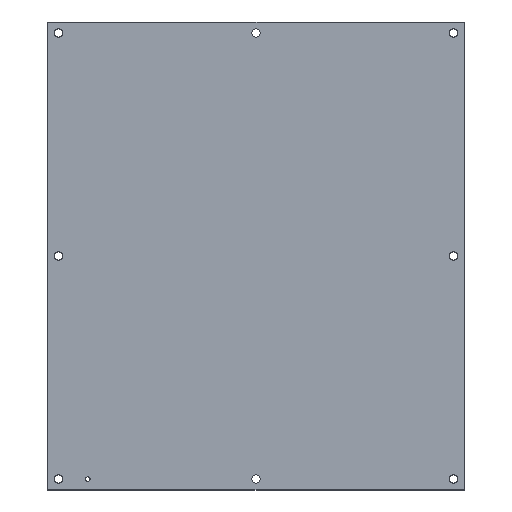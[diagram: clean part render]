
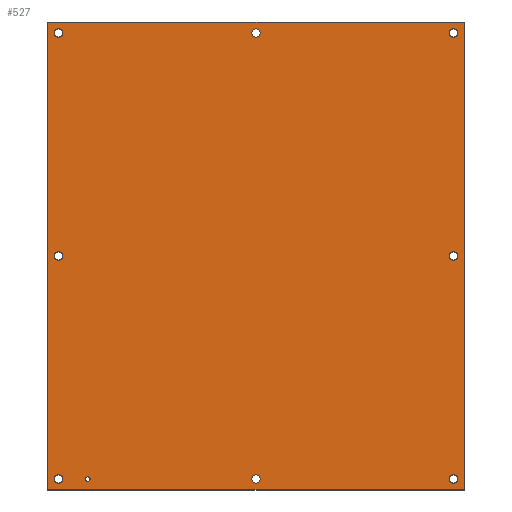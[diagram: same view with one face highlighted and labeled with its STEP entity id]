
A CAD part, top view. The second image highlights one B-rep face of the part: STEP entity #527.
In plain terms, the highlighted planar face has unit normal (0, 0, 1).
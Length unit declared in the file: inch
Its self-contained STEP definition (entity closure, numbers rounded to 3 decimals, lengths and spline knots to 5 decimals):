
#79=CARTESIAN_POINT('',(28.0315,16.,0.09375));
#80=VERTEX_POINT('',#79);
#81=CARTESIAN_POINT('',(27.75,16.,0.09375));
#82=DIRECTION('',(0.0,0.0,-1.0));
#83=DIRECTION('',(1.0,0.0,0.0));
#84=AXIS2_PLACEMENT_3D('',#81,#82,#83);
#85=CIRCLE('',#84,0.2815);
#86=EDGE_CURVE('',#80,#80,#85,.T.);
#107=CARTESIAN_POINT('',(1.0315,16.,0.09375));
#108=VERTEX_POINT('',#107);
#109=CARTESIAN_POINT('',(0.75,16.,0.09375));
#110=DIRECTION('',(0.0,0.0,-1.0));
#111=DIRECTION('',(1.0,0.0,0.0));
#112=AXIS2_PLACEMENT_3D('',#109,#110,#111);
#113=CIRCLE('',#112,0.2815);
#114=EDGE_CURVE('',#108,#108,#113,.T.);
#135=CARTESIAN_POINT('',(14.5315,0.75,0.09375));
#136=VERTEX_POINT('',#135);
#137=CARTESIAN_POINT('',(14.25,0.75,0.09375));
#138=DIRECTION('',(0.0,0.0,-1.0));
#139=DIRECTION('',(1.0,0.0,0.0));
#140=AXIS2_PLACEMENT_3D('',#137,#138,#139);
#141=CIRCLE('',#140,0.2815);
#142=EDGE_CURVE('',#136,#136,#141,.T.);
#163=CARTESIAN_POINT('',(14.5315,31.25,0.09375));
#164=VERTEX_POINT('',#163);
#165=CARTESIAN_POINT('',(14.25,31.25,0.09375));
#166=DIRECTION('',(0.0,0.0,-1.0));
#167=DIRECTION('',(1.0,0.0,0.0));
#168=AXIS2_PLACEMENT_3D('',#165,#166,#167);
#169=CIRCLE('',#168,0.2815);
#170=EDGE_CURVE('',#164,#164,#169,.T.);
#191=CARTESIAN_POINT('',(2.906,0.75,0.09375));
#192=VERTEX_POINT('',#191);
#193=CARTESIAN_POINT('',(2.75,0.75,0.09375));
#194=DIRECTION('',(0.0,0.0,-1.0));
#195=DIRECTION('',(1.0,0.0,0.0));
#196=AXIS2_PLACEMENT_3D('',#193,#194,#195);
#197=CIRCLE('',#196,0.156);
#198=EDGE_CURVE('',#192,#192,#197,.T.);
#219=CARTESIAN_POINT('',(28.0315,0.75,0.09375));
#220=VERTEX_POINT('',#219);
#221=CARTESIAN_POINT('',(27.75,0.75,0.09375));
#222=DIRECTION('',(0.0,0.0,-1.0));
#223=DIRECTION('',(1.0,0.0,0.0));
#224=AXIS2_PLACEMENT_3D('',#221,#222,#223);
#225=CIRCLE('',#224,0.2815);
#226=EDGE_CURVE('',#220,#220,#225,.T.);
#247=CARTESIAN_POINT('',(1.0315,0.75,0.09375));
#248=VERTEX_POINT('',#247);
#249=CARTESIAN_POINT('',(0.75,0.75,0.09375));
#250=DIRECTION('',(0.0,0.0,-1.0));
#251=DIRECTION('',(1.0,0.0,0.0));
#252=AXIS2_PLACEMENT_3D('',#249,#250,#251);
#253=CIRCLE('',#252,0.2815);
#254=EDGE_CURVE('',#248,#248,#253,.T.);
#275=CARTESIAN_POINT('',(28.0315,31.25,0.09375));
#276=VERTEX_POINT('',#275);
#277=CARTESIAN_POINT('',(27.75,31.25,0.09375));
#278=DIRECTION('',(0.0,0.0,-1.0));
#279=DIRECTION('',(1.0,0.0,0.0));
#280=AXIS2_PLACEMENT_3D('',#277,#278,#279);
#281=CIRCLE('',#280,0.2815);
#282=EDGE_CURVE('',#276,#276,#281,.T.);
#303=CARTESIAN_POINT('',(1.0315,31.25,0.09375));
#304=VERTEX_POINT('',#303);
#305=CARTESIAN_POINT('',(0.75,31.25,0.09375));
#306=DIRECTION('',(0.0,0.0,-1.0));
#307=DIRECTION('',(1.0,0.0,0.0));
#308=AXIS2_PLACEMENT_3D('',#305,#306,#307);
#309=CIRCLE('',#308,0.2815);
#310=EDGE_CURVE('',#304,#304,#309,.T.);
#331=CARTESIAN_POINT('',(0.0,0.0,0.09375));
#332=VERTEX_POINT('',#331);
#333=CARTESIAN_POINT('',(0.,32.0,0.09375));
#334=VERTEX_POINT('',#333);
#335=CARTESIAN_POINT('',(0.,0.0,0.09375));
#336=DIRECTION('',(0.0,1.0,0.0));
#337=VECTOR('',#336,32.0);
#338=LINE('',#335,#337);
#339=EDGE_CURVE('',#332,#334,#338,.T.);
#371=CARTESIAN_POINT('',(28.5,32.,0.09375));
#372=VERTEX_POINT('',#371);
#373=CARTESIAN_POINT('',(0.,32.0,0.09375));
#374=DIRECTION('',(1.0,0.0,0.0));
#375=VECTOR('',#374,28.5);
#376=LINE('',#373,#375);
#377=EDGE_CURVE('',#334,#372,#376,.T.);
#402=CARTESIAN_POINT('',(28.5,0.0,0.09375));
#403=VERTEX_POINT('',#402);
#404=CARTESIAN_POINT('',(28.5,32.,0.09375));
#405=DIRECTION('',(0.0,-1.0,0.0));
#406=VECTOR('',#405,32.);
#407=LINE('',#404,#406);
#408=EDGE_CURVE('',#372,#403,#407,.T.);
#433=CARTESIAN_POINT('',(28.5,0.0,0.09375));
#434=DIRECTION('',(-1.0,0.0,0.0));
#435=VECTOR('',#434,28.5);
#436=LINE('',#433,#435);
#437=EDGE_CURVE('',#403,#332,#436,.T.);
#489=CARTESIAN_POINT('',(14.25,16.0,0.09375));
#490=DIRECTION('',(0.0,0.0,1.0));
#491=DIRECTION('',(1.0,0.0,0.0));
#492=AXIS2_PLACEMENT_3D('',#489,#490,#491);
#493=PLANE('',#492);
#494=ORIENTED_EDGE('',*,*,#339,.F.);
#495=ORIENTED_EDGE('',*,*,#437,.F.);
#496=ORIENTED_EDGE('',*,*,#408,.F.);
#497=ORIENTED_EDGE('',*,*,#377,.F.);
#498=EDGE_LOOP('',(#494,#495,#496,#497));
#499=FACE_OUTER_BOUND('',#498,.T.);
#500=ORIENTED_EDGE('',*,*,#86,.T.);
#501=EDGE_LOOP('',(#500));
#502=FACE_BOUND('',#501,.T.);
#503=ORIENTED_EDGE('',*,*,#114,.T.);
#504=EDGE_LOOP('',(#503));
#505=FACE_BOUND('',#504,.T.);
#506=ORIENTED_EDGE('',*,*,#142,.T.);
#507=EDGE_LOOP('',(#506));
#508=FACE_BOUND('',#507,.T.);
#509=ORIENTED_EDGE('',*,*,#170,.T.);
#510=EDGE_LOOP('',(#509));
#511=FACE_BOUND('',#510,.T.);
#512=ORIENTED_EDGE('',*,*,#198,.T.);
#513=EDGE_LOOP('',(#512));
#514=FACE_BOUND('',#513,.T.);
#515=ORIENTED_EDGE('',*,*,#226,.T.);
#516=EDGE_LOOP('',(#515));
#517=FACE_BOUND('',#516,.T.);
#518=ORIENTED_EDGE('',*,*,#254,.T.);
#519=EDGE_LOOP('',(#518));
#520=FACE_BOUND('',#519,.T.);
#521=ORIENTED_EDGE('',*,*,#282,.T.);
#522=EDGE_LOOP('',(#521));
#523=FACE_BOUND('',#522,.T.);
#524=ORIENTED_EDGE('',*,*,#310,.T.);
#525=EDGE_LOOP('',(#524));
#526=FACE_BOUND('',#525,.T.);
#527=ADVANCED_FACE('',(#499,#502,#505,#508,#511,#514,#517,#520,#523,#526),#493,.T.);
